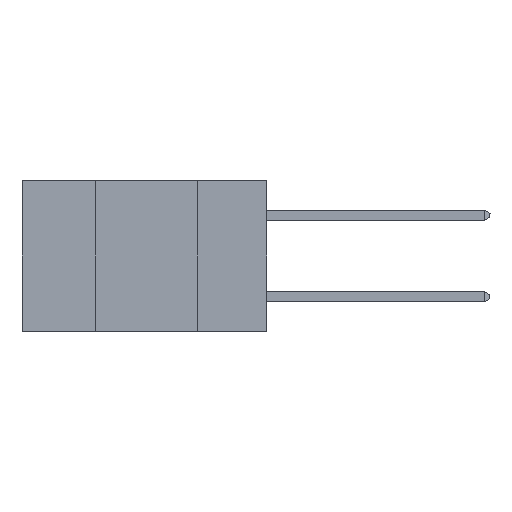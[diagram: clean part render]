
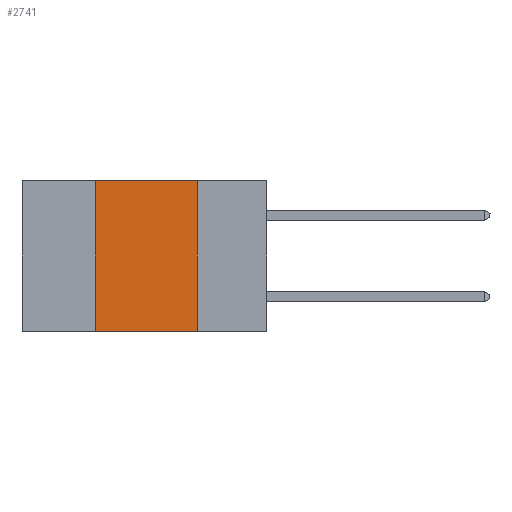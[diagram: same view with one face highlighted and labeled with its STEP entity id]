
A CAD part, left-side view. The second image highlights one B-rep face of the part: STEP entity #2741.
In plain terms, the highlighted planar face has unit normal (-1, 0, 0).
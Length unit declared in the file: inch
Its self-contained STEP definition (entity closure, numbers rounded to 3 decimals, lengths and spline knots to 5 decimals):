
#291 = CARTESIAN_POINT ( 'NONE',  ( 0., 0.17, 0. ) ) ;
#389 = FACE_OUTER_BOUND ( 'NONE', #23653, .T. ) ;
#866 = VECTOR ( 'NONE', #21083, 39.37008 ) ;
#2589 = VERTEX_POINT ( 'NONE', #20166 ) ;
#2741 = ADVANCED_FACE ( 'NONE', ( #389 ), #24321, .F. ) ;
#2886 = ORIENTED_EDGE ( 'NONE', *, *, #25106, .F. ) ;
#4411 = VECTOR ( 'NONE', #15303, 39.37008 ) ;
#4493 = ORIENTED_EDGE ( 'NONE', *, *, #15968, .F. ) ;
#4774 = VECTOR ( 'NONE', #12454, 39.37008 ) ;
#4997 = DIRECTION ( 'NONE',  ( 1., 0., 0. ) ) ;
#5028 = LINE ( 'NONE', #5687, #4411 ) ;
#5642 = CARTESIAN_POINT ( 'NONE',  ( 0., 0.6, 0. ) ) ;
#5687 = CARTESIAN_POINT ( 'NONE',  ( 0., 0.42, 0. ) ) ;
#6838 = CARTESIAN_POINT ( 'NONE',  ( 0., 0.42, -0.37 ) ) ;
#7170 = ORIENTED_EDGE ( 'NONE', *, *, #17050, .F. ) ;
#8052 = ORIENTED_EDGE ( 'NONE', *, *, #24592, .T. ) ;
#8705 = LINE ( 'NONE', #18526, #4774 ) ;
#8712 = LINE ( 'NONE', #5642, #9308 ) ;
#9308 = VECTOR ( 'NONE', #9341, 39.37008 ) ;
#9341 = DIRECTION ( 'NONE',  ( 0., -1., 0. ) ) ;
#10472 = VERTEX_POINT ( 'NONE', #22186 ) ;
#12407 = LINE ( 'NONE', #17346, #866 ) ;
#12454 = DIRECTION ( 'NONE',  ( 0., 0., -1. ) ) ;
#13069 = AXIS2_PLACEMENT_3D ( 'NONE', #16500, #4997, #18466 ) ;
#15303 = DIRECTION ( 'NONE',  ( 0., 0., 1. ) ) ;
#15968 = EDGE_CURVE ( 'NONE', #2589, #23744, #8712, .T. ) ;
#16500 = CARTESIAN_POINT ( 'NONE',  ( 0., 0.6, 0. ) ) ;
#17050 = EDGE_CURVE ( 'NONE', #21570, #2589, #5028, .T. ) ;
#17346 = CARTESIAN_POINT ( 'NONE',  ( 0., 0.6, -0.37 ) ) ;
#18466 = DIRECTION ( 'NONE',  ( 0., 0., -1. ) ) ;
#18526 = CARTESIAN_POINT ( 'NONE',  ( 0., 0.17, 0. ) ) ;
#20166 = CARTESIAN_POINT ( 'NONE',  ( 0., 0.42, 0. ) ) ;
#21083 = DIRECTION ( 'NONE',  ( 0., -1., 0. ) ) ;
#21570 = VERTEX_POINT ( 'NONE', #6838 ) ;
#22186 = CARTESIAN_POINT ( 'NONE',  ( 0., 0.17, -0.37 ) ) ;
#23653 = EDGE_LOOP ( 'NONE', ( #2886, #4493, #7170, #8052 ) ) ;
#23744 = VERTEX_POINT ( 'NONE', #291 ) ;
#24321 = PLANE ( 'NONE',  #13069 ) ;
#24592 = EDGE_CURVE ( 'NONE', #21570, #10472, #12407, .T. ) ;
#25106 = EDGE_CURVE ( 'NONE', #23744, #10472, #8705, .T. ) ;
